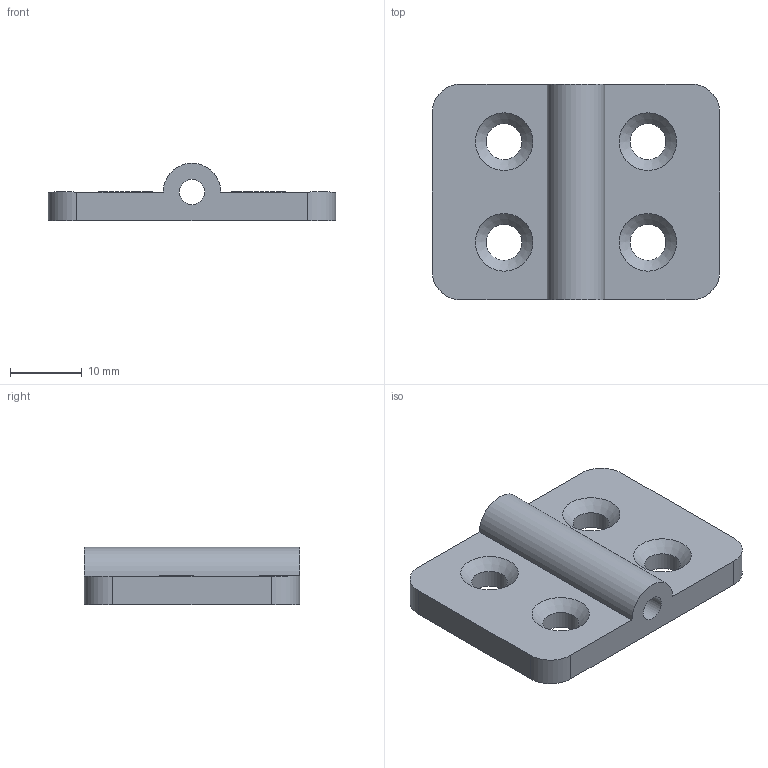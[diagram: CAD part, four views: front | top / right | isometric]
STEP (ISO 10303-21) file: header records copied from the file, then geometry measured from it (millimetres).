
FILE_DESCRIPTION(('FreeCAD Model'),'2;1');
FILE_NAME('Open CASCADE Shape Model','2025-11-28T00:32:04',('Author'),( ''),'Open CASCADE STEP processor 7.8','FreeCAD','Unknown');
FILE_SCHEMA(('AUTOMOTIVE_DESIGN { 1 0 10303 214 1 1 1 1 }'));
Length unit declared in the file: millimetre
Products named in the file (1): Body
Bounding box: 40 x 30 x 8 mm (x, y, z)
Volume: 4811.4 mm3; surface area: 3453.7 mm2
Topology: 1 solids, 1 shells, 21 faces, 53 edges, 34 vertices
Faces by surface type: cylinder 10, plane 7, cone 4
Full cylindrical faces by diameter (mm): 3.5 x1, 5 x4
Entity records: 681 total; most frequent: DIRECTION 121, CARTESIAN_POINT 109, ORIENTED_EDGE 106, EDGE_CURVE 53, AXIS2_PLACEMENT_3D 46, VERTEX_POINT 34, FACE_BOUND 31, EDGE_LOOP 31
